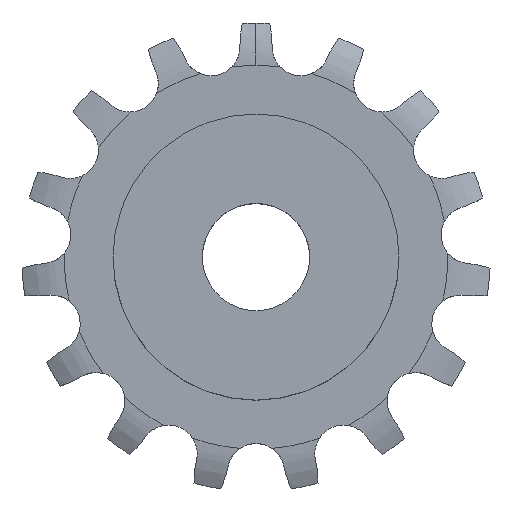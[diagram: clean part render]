
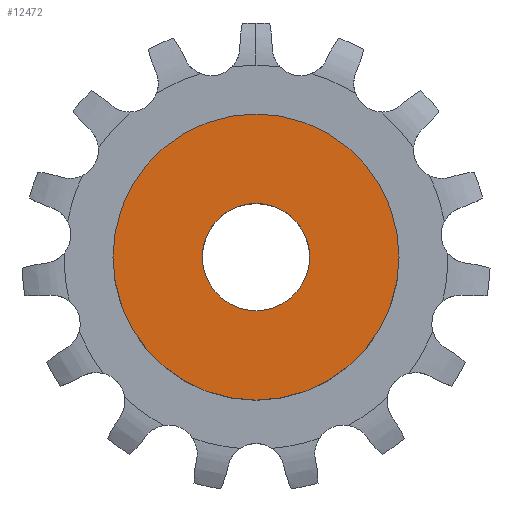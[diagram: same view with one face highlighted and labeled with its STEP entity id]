
A CAD part, top view. The second image highlights one B-rep face of the part: STEP entity #12472.
In plain terms, the highlighted planar face has unit normal (0, 0, 1).
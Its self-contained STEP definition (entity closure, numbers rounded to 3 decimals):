
#1841 = CYLINDRICAL_SURFACE('',#1842,3.);
#1842 = AXIS2_PLACEMENT_3D('',#1843,#1844,#1845);
#1843 = CARTESIAN_POINT('',(0.,0.,5000.));
#1844 = DIRECTION('',(0.,0.,1.));
#1845 = DIRECTION('',(1.,0.,-0.));
#3246 = CYLINDRICAL_SURFACE('',#3247,8.);
#3247 = AXIS2_PLACEMENT_3D('',#3248,#3249,#3250);
#3248 = CARTESIAN_POINT('',(0.,0.,0.));
#3249 = DIRECTION('',(-0.,-0.,-1.));
#3250 = DIRECTION('',(1.,0.,0.));
#9806 = EDGE_CURVE('',#9807,#9807,#9809,.T.);
#9807 = VERTEX_POINT('',#9808);
#9808 = CARTESIAN_POINT('',(3.,0.,8.85));
#9809 = SURFACE_CURVE('',#9810,(#9815,#9822),.PCURVE_S1.);
#9810 = CIRCLE('',#9811,3.);
#9811 = AXIS2_PLACEMENT_3D('',#9812,#9813,#9814);
#9812 = CARTESIAN_POINT('',(0.,0.,8.85));
#9813 = DIRECTION('',(0.,0.,1.));
#9814 = DIRECTION('',(1.,0.,-0.));
#9815 = PCURVE('',#1841,#9816);
#9816 = DEFINITIONAL_REPRESENTATION('',(#9817),#9821);
#9817 = LINE('',#9818,#9819);
#9818 = CARTESIAN_POINT('',(0.,-4991.15));
#9819 = VECTOR('',#9820,1.);
#9820 = DIRECTION('',(1.,0.));
#9821 = ( GEOMETRIC_REPRESENTATION_CONTEXT(2) 
PARAMETRIC_REPRESENTATION_CONTEXT() REPRESENTATION_CONTEXT('2D SPACE',''
  ) );
#9822 = PCURVE('',#9823,#9828);
#9823 = PLANE('',#9824);
#9824 = AXIS2_PLACEMENT_3D('',#9825,#9826,#9827);
#9825 = CARTESIAN_POINT('',(0.,0.,8.85));
#9826 = DIRECTION('',(-0.,0.,1.));
#9827 = DIRECTION('',(0.,-1.,0.));
#9828 = DEFINITIONAL_REPRESENTATION('',(#9829),#9833);
#9829 = CIRCLE('',#9830,3.);
#9830 = AXIS2_PLACEMENT_2D('',#9831,#9832);
#9831 = CARTESIAN_POINT('',(0.,0.));
#9832 = DIRECTION('',(0.,1.));
#9833 = ( GEOMETRIC_REPRESENTATION_CONTEXT(2) 
PARAMETRIC_REPRESENTATION_CONTEXT() REPRESENTATION_CONTEXT('2D SPACE',''
  ) );
#11565 = VERTEX_POINT('',#11566);
#11566 = CARTESIAN_POINT('',(8.,0.,8.85));
#11587 = EDGE_CURVE('',#11565,#11565,#11588,.T.);
#11588 = SURFACE_CURVE('',#11589,(#11594,#11601),.PCURVE_S1.);
#11589 = CIRCLE('',#11590,8.);
#11590 = AXIS2_PLACEMENT_3D('',#11591,#11592,#11593);
#11591 = CARTESIAN_POINT('',(0.,0.,8.85));
#11592 = DIRECTION('',(0.,0.,1.));
#11593 = DIRECTION('',(1.,0.,0.));
#11594 = PCURVE('',#3246,#11595);
#11595 = DEFINITIONAL_REPRESENTATION('',(#11596),#11600);
#11596 = LINE('',#11597,#11598);
#11597 = CARTESIAN_POINT('',(-0.,-8.85));
#11598 = VECTOR('',#11599,1.);
#11599 = DIRECTION('',(-1.,0.));
#11600 = ( GEOMETRIC_REPRESENTATION_CONTEXT(2) 
PARAMETRIC_REPRESENTATION_CONTEXT() REPRESENTATION_CONTEXT('2D SPACE',''
  ) );
#11601 = PCURVE('',#9823,#11602);
#11602 = DEFINITIONAL_REPRESENTATION('',(#11603),#11607);
#11603 = CIRCLE('',#11604,8.);
#11604 = AXIS2_PLACEMENT_2D('',#11605,#11606);
#11605 = CARTESIAN_POINT('',(0.,0.));
#11606 = DIRECTION('',(0.,1.));
#11607 = ( GEOMETRIC_REPRESENTATION_CONTEXT(2) 
PARAMETRIC_REPRESENTATION_CONTEXT() REPRESENTATION_CONTEXT('2D SPACE',''
  ) );
#12472 = ADVANCED_FACE('',(#12473,#12476),#9823,.T.);
#12473 = FACE_BOUND('',#12474,.T.);
#12474 = EDGE_LOOP('',(#12475));
#12475 = ORIENTED_EDGE('',*,*,#11587,.T.);
#12476 = FACE_BOUND('',#12477,.T.);
#12477 = EDGE_LOOP('',(#12478));
#12478 = ORIENTED_EDGE('',*,*,#9806,.F.);
